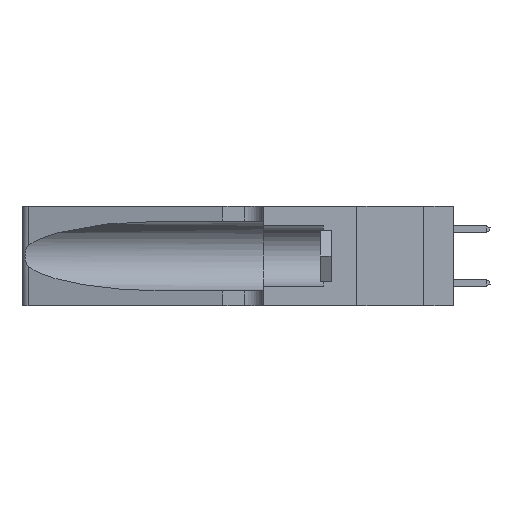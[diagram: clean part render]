
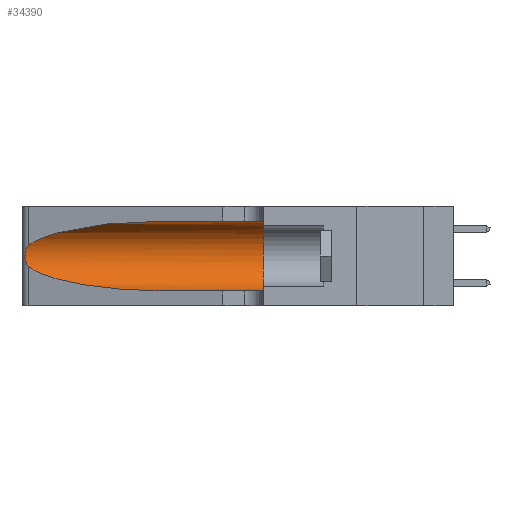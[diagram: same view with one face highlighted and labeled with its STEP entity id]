
A CAD part, left-side view. The second image highlights one B-rep face of the part: STEP entity #34390.
In plain terms, the highlighted cylindrical face has radius 3.308 mm (diameter 6.617 mm), a partial arc.
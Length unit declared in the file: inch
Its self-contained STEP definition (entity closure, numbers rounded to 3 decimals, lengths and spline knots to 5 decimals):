
#572 = CIRCLE ( 'NONE', #8346, 0.13025 ) ;
#827 = CARTESIAN_POINT ( 'NONE',  ( 0.25487, 1.22718, 0.14631 ) ) ;
#949 = CARTESIAN_POINT ( 'NONE',  ( 0.18966, 0.96281, 0.31525 ) ) ;
#1787 = CARTESIAN_POINT ( 'NONE',  ( 0.25789, 1.23486, 0.15765 ) ) ;
#2030 = ORIENTED_EDGE ( 'NONE', *, *, #31194, .T. ) ;
#2518 = EDGE_CURVE ( 'NONE', #11185, #32403, #20621, .T. ) ;
#3666 = CARTESIAN_POINT ( 'NONE',  ( 0.25487, 1.22718, 0.22369 ) ) ;
#4075 = DIRECTION ( 'NONE',  ( 0., -1., 0. ) ) ;
#4508 = CARTESIAN_POINT ( 'NONE',  ( 0.25555, 1.22993, 0.14849 ) ) ;
#5870 = EDGE_CURVE ( 'NONE', #13692, #28784, #23051, .T. ) ;
#6788 = CARTESIAN_POINT ( 'NONE',  ( 0.25487, 1.22718, 0.14631 ) ) ;
#7148 = CARTESIAN_POINT ( 'NONE',  ( 0.25555, 1.22994, 0.2215 ) ) ;
#7439 = CARTESIAN_POINT ( 'NONE',  ( 0.1305, 0.72297, 0.05475 ) ) ;
#8346 = AXIS2_PLACEMENT_3D ( 'NONE', #11464, #30041, #14173 ) ;
#8763 = VECTOR ( 'NONE', #34162, 39.37008 ) ;
#9871 = CARTESIAN_POINT ( 'NONE',  ( 0.25787, 1.23484, 0.2124 ) ) ;
#10796 = CARTESIAN_POINT ( 'NONE',  ( 0.1305, 0.35, 0.05475 ) ) ;
#11185 = VERTEX_POINT ( 'NONE', #27043 ) ;
#11464 = CARTESIAN_POINT ( 'NONE',  ( 0.1305, 0.35, 0.185 ) ) ;
#12284 = CARTESIAN_POINT ( 'NONE',  ( 0.18966, 0.96281, 0.05475 ) ) ;
#12334 = ORIENTED_EDGE ( 'NONE', *, *, #14821, .T. ) ;
#12635 = CARTESIAN_POINT ( 'NONE',  ( 0.26018, 1.23835, 0.19895 ) ) ;
#12824 = FACE_OUTER_BOUND ( 'NONE', #21970, .T. ) ;
#13692 = VERTEX_POINT ( 'NONE', #7439 ) ;
#14173 = DIRECTION ( 'NONE',  ( 0., 0., 1. ) ) ;
#14821 = EDGE_CURVE ( 'NONE', #32659, #31190, #15698, .T. ) ;
#15122 = CARTESIAN_POINT ( 'NONE',  ( 0.1305, 1.61858, 0.31525 ) ) ;
#15311 = CARTESIAN_POINT ( 'NONE',  ( 0.26075, 1.23896, 0.178 ) ) ;
#15698 = B_SPLINE_CURVE_WITH_KNOTS ( 'NONE', 3,
 ( #25895, #7148, #23235, #9871, #28536, #12635, #31168, #15311, #33812, #18023, #1787, #20704, #4508, #23351 ),
 .UNSPECIFIED., .F., .F.,
 ( 4, 2, 2, 2, 2, 2, 4 ),
 ( 0., 0.00027, 0.00053, 0.00107, 0.0016, 0.00187, 0.00214 ),
 .UNSPECIFIED. ) ;
#16070 = ORIENTED_EDGE ( 'NONE', *, *, #17709, .T. ) ;
#16989 = CARTESIAN_POINT ( 'NONE',  ( 0.1305, 0.35, 0.31525 ) ) ;
#17709 = EDGE_CURVE ( 'NONE', #31190, #13692, #31606, .T. ) ;
#17789 = ORIENTED_EDGE ( 'NONE', *, *, #2518, .F. ) ;
#18023 = CARTESIAN_POINT ( 'NONE',  ( 0.25856, 1.23593, 0.16098 ) ) ;
#18286 = ORIENTED_EDGE ( 'NONE', *, *, #32365, .F. ) ;
#19894 = CARTESIAN_POINT ( 'NONE',  ( 0.2373, 1.15595, 0.28018 ) ) ;
#20283 = CARTESIAN_POINT ( 'NONE',  ( 0.1305, 1.61858, 0.185 ) ) ;
#20621 = LINE ( 'NONE', #15122, #32935 ) ;
#20704 = CARTESIAN_POINT ( 'NONE',  ( 0.25639, 1.23186, 0.15144 ) ) ;
#20718 = CARTESIAN_POINT ( 'NONE',  ( 0.25487, 1.22718, 0.22369 ) ) ;
#21970 = EDGE_LOOP ( 'NONE', ( #2030, #12334, #16070, #31415, #18286, #17789 ) ) ;
#23051 = LINE ( 'NONE', #31520, #8763 ) ;
#23235 = CARTESIAN_POINT ( 'NONE',  ( 0.25639, 1.23184, 0.21858 ) ) ;
#23351 = CARTESIAN_POINT ( 'NONE',  ( 0.25487, 1.22718, 0.14631 ) ) ;
#25895 = CARTESIAN_POINT ( 'NONE',  ( 0.25487, 1.22718, 0.22369 ) ) ;
#26136 = CYLINDRICAL_SURFACE ( 'NONE', #30050, 0.13025 ) ;
#27043 = CARTESIAN_POINT ( 'NONE',  ( 0.1305, 0.72297, 0.31525 ) ) ;
#28216 = CARTESIAN_POINT ( 'NONE',  ( 0.2373, 1.15595, 0.08982 ) ) ;
#28536 = CARTESIAN_POINT ( 'NONE',  ( 0.25854, 1.2359, 0.20912 ) ) ;
#28784 = VERTEX_POINT ( 'NONE', #10796 ) ;
#29078 =( BOUNDED_CURVE ( )  B_SPLINE_CURVE ( 3, ( #32989, #949, #19894, #3666 ),
 .UNSPECIFIED., .F., .F. ) 
 B_SPLINE_CURVE_WITH_KNOTS ( ( 4, 4 ),
 ( 1.5708, 2.84003 ),
 .UNSPECIFIED. ) 
 CURVE ( )  GEOMETRIC_REPRESENTATION_ITEM ( )  RATIONAL_B_SPLINE_CURVE ( ( 1., 0.87, 0.87, 1. ) ) 
 REPRESENTATION_ITEM ( '' )  );
#30041 = DIRECTION ( 'NONE',  ( 0., 1., 0. ) ) ;
#30050 = AXIS2_PLACEMENT_3D ( 'NONE', #20283, #4075, #30748 ) ;
#30748 = DIRECTION ( 'NONE',  ( 0., 0., -1. ) ) ;
#30838 = CARTESIAN_POINT ( 'NONE',  ( 0.1305, 0.72297, 0.05475 ) ) ;
#31168 = CARTESIAN_POINT ( 'NONE',  ( 0.26075, 1.23896, 0.19203 ) ) ;
#31190 = VERTEX_POINT ( 'NONE', #827 ) ;
#31194 = EDGE_CURVE ( 'NONE', #11185, #32659, #29078, .T. ) ;
#31415 = ORIENTED_EDGE ( 'NONE', *, *, #5870, .T. ) ;
#31520 = CARTESIAN_POINT ( 'NONE',  ( 0.1305, 1.61858, 0.05475 ) ) ;
#31606 =( BOUNDED_CURVE ( )  B_SPLINE_CURVE ( 3, ( #6788, #28216, #12284, #30838 ),
 .UNSPECIFIED., .F., .F. ) 
 B_SPLINE_CURVE_WITH_KNOTS ( ( 4, 4 ),
 ( 3.44316, 4.71239 ),
 .UNSPECIFIED. ) 
 CURVE ( )  GEOMETRIC_REPRESENTATION_ITEM ( )  RATIONAL_B_SPLINE_CURVE ( ( 1., 0.87, 0.87, 1. ) ) 
 REPRESENTATION_ITEM ( '' )  );
#32365 = EDGE_CURVE ( 'NONE', #32403, #28784, #572, .T. ) ;
#32403 = VERTEX_POINT ( 'NONE', #16989 ) ;
#32659 = VERTEX_POINT ( 'NONE', #20718 ) ;
#32935 = VECTOR ( 'NONE', #33604, 39.37008 ) ;
#32989 = CARTESIAN_POINT ( 'NONE',  ( 0.1305, 0.72297, 0.31525 ) ) ;
#33604 = DIRECTION ( 'NONE',  ( 0., -1., 0. ) ) ;
#33812 = CARTESIAN_POINT ( 'NONE',  ( 0.26017, 1.23833, 0.17102 ) ) ;
#34162 = DIRECTION ( 'NONE',  ( 0., -1., 0. ) ) ;
#34390 = ADVANCED_FACE ( 'NONE', ( #12824 ), #26136, .F. ) ;
